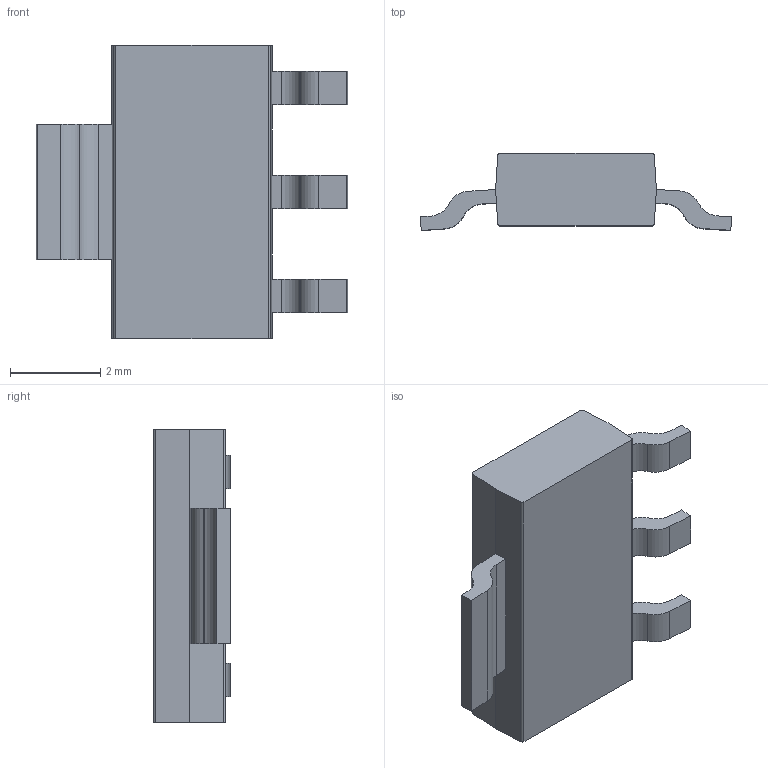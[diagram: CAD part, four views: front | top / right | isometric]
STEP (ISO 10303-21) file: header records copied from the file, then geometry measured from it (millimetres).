
FILE_DESCRIPTION(('FreeCAD Model'),'2;1');
FILE_NAME('Fusion.step','2017-03-24T10:33:57',( 'kicad StepUp'),('ksu MCAD'),'Open CASCADE STEP processor 6.8', 'FreeCAD','Unknown');
FILE_SCHEMA(('AUTOMOTIVE_DESIGN_CC2 { 1 2 10303 214 -1 1 5 4 }'));
Length unit declared in the file: millimetre
Products named in the file (1): Fusion
Bounding box: 6.89 x 1.7 x 6.5 mm (x, y, z)
Surface area: 104.6 mm2 (no closed solid volume)
Topology: 0 solids, 5 shells, 68 faces, 178 edges, 116 vertices
Faces by surface type: plane 48, cylinder 20
Entity records: 2575 total; most frequent: ORIENTED_EDGE 372, CARTESIAN_POINT 363, DIRECTION 356, EDGE_CURVE 178, LINE 138, VECTOR 138, VERTEX_POINT 116, AXIS2_PLACEMENT_3D 109
